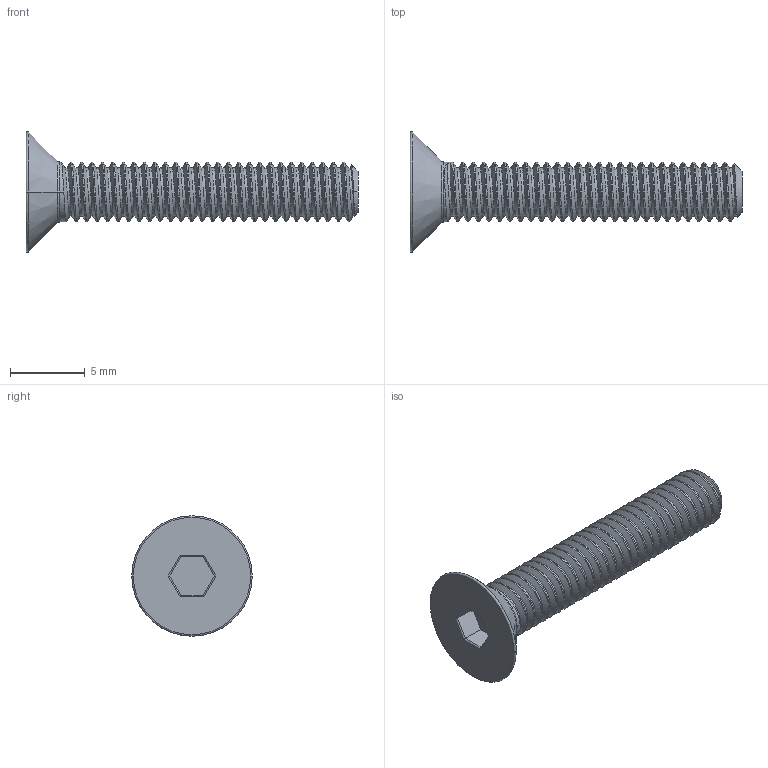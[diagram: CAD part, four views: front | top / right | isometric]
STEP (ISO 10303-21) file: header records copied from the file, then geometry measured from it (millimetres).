
FILE_DESCRIPTION (( 'STEP AP203' ), '1' );
FILE_NAME ('M4_Counter_sunk_20.STEP', '2020-03-16T17:29:48', ( '' ), ( '' ), 'SwSTEP 2.0', 'SolidWorks 2018', '' );
FILE_SCHEMA (( 'CONFIG_CONTROL_DESIGN' ));
Length unit declared in the file: millimetre
Products named in the file (1): M4_Counter_sunk_20
Bounding box: 22.16 x 8.04 x 8.04 mm (x, y, z)
Volume: 260.3 mm3; surface area: 489.4 mm2
Topology: 1 solids, 1 shells, 85 faces, 232 edges, 150 vertices
Faces by surface type: cylinder 61, plane 13, torus 4, cone 4, bspline 3
Entity records: 5992 total; most frequent: CARTESIAN_POINT 4150, ORIENTED_EDGE 464, DIRECTION 282, EDGE_CURVE 232, VERTEX_POINT 150, AXIS2_PLACEMENT_3D 98, LINE 86, EDGE_LOOP 86
